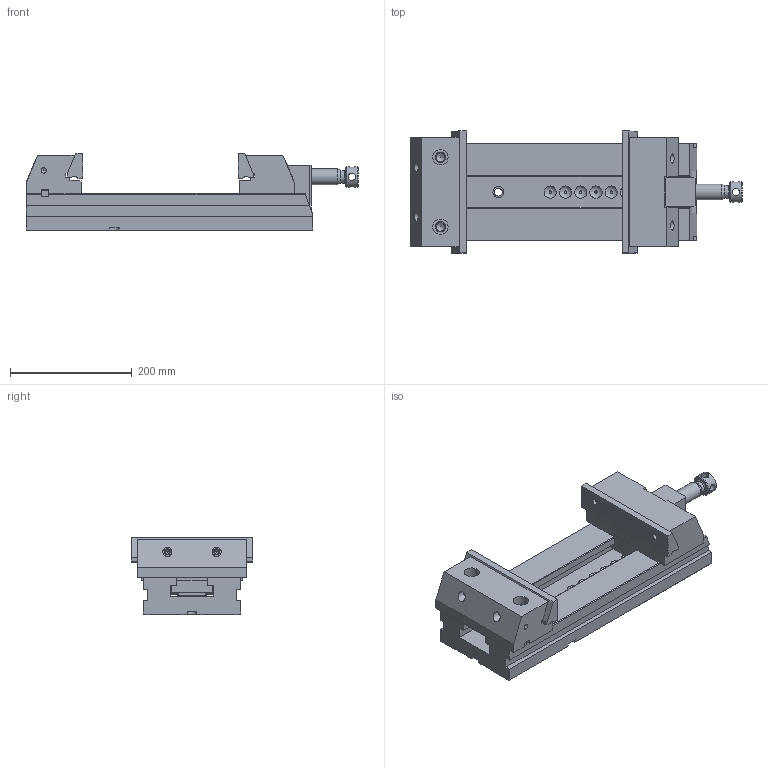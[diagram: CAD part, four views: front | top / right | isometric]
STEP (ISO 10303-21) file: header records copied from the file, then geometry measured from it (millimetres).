
FILE_DESCRIPTION(/* description */ (''),/* implementation_level */ '2;1');
FILE_NAME(/* name */ 'PRD_200G_Mordaza.stp',/* time_stamp */ '2014-05-24T11:04:28+02:00',/* author */ (''),/* organization */ (''),/* preprocessor_version */ 'ST-DEVELOPER v15',/* originating_system */ 'SIEMENS PLM Software NX 9.0',/* authorisation */ '');
FILE_SCHEMA (('CONFIG_CONTROL_DESIGN'));
Length unit declared in the file: millimetre
Products named in the file (1): PRD_200G_Mordaza
Bounding box: 544.42 x 200 x 126.95 mm (x, y, z)
Volume: 5515653 mm3; surface area: 589946.1 mm2
Topology: 11 solids, 11 shells, 481 faces, 1338 edges, 889 vertices
Faces by surface type: plane 295, cylinder 126, cone 46, bspline 10, torus 3, sphere 1
Full cylindrical faces by diameter (mm): 4.351 x1, 5.188 x5, 6.985 x4, 8.5 x4, 8.782 x6, 10 x4, 10.579 x1, 12 x4, 12.376 x2, 13 x5, 14.376 x4, 15 x6, 16 x2, 16.5 x1, 17 x2, 18 x2, 19 x3, 20 x3, 21.25 x1, 23 x2, 25 x2, 26 x1, 30 x2, 33.8 x1, 34 x3
Entity records: 15003 total; most frequent: CARTESIAN_POINT 3388, DIRECTION 2295, ORIENTED_EDGE 2246, EDGE_CURVE 1123, VERTEX_POINT 827, LINE 779, VECTOR 779, AXIS2_PLACEMENT_3D 758
